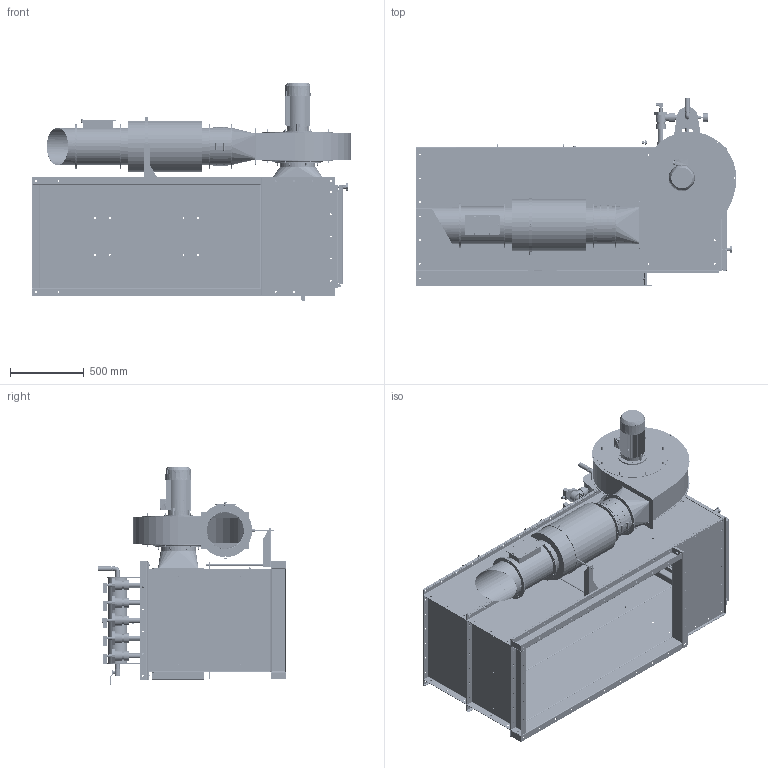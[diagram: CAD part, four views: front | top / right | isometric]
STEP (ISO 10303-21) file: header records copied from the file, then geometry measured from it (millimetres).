
FILE_DESCRIPTION (( 'STEP AP203' ), '1' );
FILE_NAME ('LJHO06.STEP', '2023-12-04T10:51:12', ( '' ), ( '' ), 'SwSTEP 2.0', 'SolidWorks 2022', '' );
FILE_SCHEMA (( 'CONFIG_CONTROL_DESIGN' ));
Length unit declared in the file: millimetre
Products named in the file (96): K0148_210; RO-D000-36 - COVER_Výchozí; WASHER JOINT - SW+W_M10-BW; P3-S181-06 - COLLAR_Výchozí; RO-S070-01 - PART 1_Výchozí; FS-D006-73 - ROOF PV 10 G4_Výchozí; FL-D004-60 - ROOF 10-15_Výchozí; PO-SL34-00 - TZL TUBE DN250_Výchozí; RG-S144-00 - WLDM PRESSURE VESSEL 5V-120 G5_Výchozí; FS-D008-61 - SIDE PANEL 1500x420 P2 SK_Výchozí; FL-M006-32 - ASSY FILTER BOX 10-2-15 23-11_Výchozí; FS-D006-37 - SIDE PANEL 1500x420 L2 F G3_Výchozí; TH-M004-01 - SILENCER DN250-L500_Výchozí; PO-S987-01 - EXHAUST_Výchozí; GR 400 (2-I) - LG90 - E05 - 2,2kW - 2315Pa 2000m3h_Výchozí; FS-S515-03 - DOOR; RG-S144-01 - PIPE_Výchozí; PH-S194-00 - WLDM FLANGE 400x270_Výchozí; BOLT JOINT - B+W-W+N_M10x20-X5-W; FS-S514-04 - FRAME I_Výchozí; PH-D015-04 - FLANGE_Výchozí; 00547004 - U-PIRELI SEAL 10-2 G4_Výchozí; PO-SL34-01 - TUBE_Výchozí; BOLT JOINT - B+W-W+N_M10x25-X8-W; BUCKLE 8mm DN250_Výchozí; BOLT JOINT GATE  - B-W+N_M6x25-X14-W; P3-S181-04 - REDUCT_Výchozí; PP-D005-41 - RUBBER II_Výchozí; FL-S098-03 - FRAME II_Výchozí; PR-D023-03 - DN240; KULOVÝ VENTIL G3-4_Výchozí; User Library-manometrM63-3 igs; PP-M002-78 - FLEXIBLE SLEEVE DN250 H150_Výchozí; FL-D004-58 - FLANGE II_Výchozí; FS-S712-01 - PROFILE_Výchozí<As Machined>; BOLT - B_M10x55; BOLT JOINT - B+W-W+N_M8x20-X5-W; BOLT JOINT - B+W-W+N_M10x25-X4-W; PH-S194-01 - FLANGE I_Výchozí; BMA-12 - KOHOUT KULOVÝ G1-2_Výchozí ...
Assembly tree (160 placements, depth 6):
  LJHO06
    FL-10-2-15 - ASSY LOCAL FILTER 23-11_Výchozí
      FL-M006-32 - ASSY FILTER BOX 10-2-15 23-11_Výchozí
        FS-D008-61 - SIDE PANEL 1500x420 P2 SK_Výchozí  x2
        FS-D006-04 - SIDE PANEL 1500x420 L2 G3_Výchozí
        FS-D012-09 - BACK COVER 10-1 G3_Výchozí  x2
        FS-D006-37 - SIDE PANEL 1500x420 L2 F G3_Výchozí
        FS-M005-37 - ASSY REGENERATION 5V-120 G5_Výchozí
          FS-D006-73 - ROOF PV 10 G4_Výchozí
          O-KROUŽEK - 34x4_Výchozí  x10
          FS-D002-21 - CAP O THREAD_Výchozí  x5
          RG-S144-00 - WLDM PRESSURE VESSEL 5V-120 G5_Výchozí
            RG-S144-01 - PIPE_Výchozí
            RG-S100-02 - TUBE VALVE 33,7_Výchozí  x9
            RG-S135-03 - BRACKET_Výchozí  x2
            FITTING INNER THREAD G3 4'''' S235_Výchozí  x2
            FITTING INNER THREAD G1 2'''' S235_Výchozí  x3
          AE1825R - VALVE BLOW NUT_Výchozí  x5
          FL-D001-15 -TUBE IN_Výchozí  x5
          User Library-manometrM63-3 igs
          BMA-12 - KOHOUT KULOVÝ G1-2_Výchozí
          ZÁSLEPKA G1-2 - MOSAZ_Výchozí
          POJISTNÝ VENTIL G3-4 - MOSAZ_Výchozí
          KULOVÝ VENTIL G3-4_Výchozí
          KOLENO 3-4 F-M_Výchozí
          BOLT JOINT - B+W-W+N_M10x25-X4-W  x2
          BOLT JOINT - B+W-W+N_M10x25-X8-BW  x2
          BOLT JOINT IMBUS - B+SW+W_M6x16-W
        FS-M007-81 - ASSY FRONT DOOR 10-2 G6
          FS-S515-00 - WLDM DOOR 10-2 G6
            FS-S515-03 - DOOR
            FS-N000-12 - HING HOLE 140x18_Výchozí  x2
          FS-S514-00 - WLDM FRAME 10-2_Výchozí
            FS-S377-01 - HEM I_Výchozí  x2
            FS-S382-02 - HEM II_Výchozí  x2
            FL-S098-03 - FRAME II_Výchozí
            FS-S514-04 - FRAME I_Výchozí
            FS-S514-08 - FRAME IV_Výchozí  x2
            FS-N000-12 - HING PIN 140x18_Výchozí  x2
            BOLT - B_M10x55  x2
          FS-S712-00 - WLDM STRIP DOOR 18-3
            FS-S712-01 - PROFILE_Výchozí<As Machined>  x4
            FS-S712-02 - PROFILE L_Výchozí<As Machined>  x2
          MATICE HVĚZDA M10 - MHVPP  x2
            K0148_210
            WASHER JOINT - SW+W_M10-BW
          00547004 - U-PIRELI SEAL 10-2 G4_Výchozí
          BOLT JOINT ROUND - B+W-W+SW+N_M6x20-X8-W
          BOLT JOINT GATE  - B-W+N_M6x25-X14-W
      FL-M000-81 - ASSY FLAGE IN 10-15_Výchozí
        FL-D004-62 - FLANGE III_Výchozí
        FL-D004-63 - FLANGE I_Výchozí
        FL-D004-57 - FLANGE II_Výchozí
        FL-D004-58 - FLANGE II_Výchozí
        BOLT JOINT - B+W-W+N_M10x20-X5-W
      FL-D004-61 - STRIP ROOF_Výchozí  x2
      FL-D002-69 - BRACKET AOV_Výchozí
      P3-S181-00 - RC DN240-Q400x270-T2_Výchozí
        P3-S181-04 - REDUCT_Výchozí  x2
        PR-D023-03 - DN240  x2
Bounding box: 2174 x 1273.5 x 1485 mm (x, y, z)
Volume: 66216746.9 mm3; surface area: 29712127.4 mm2
Topology: 167 solids, 167 shells, 6893 faces, 16820 edges, 10596 vertices
Faces by surface type: plane 3356, cylinder 2660, cone 407, bspline 238, torus 228, sphere 4
Entity records: 173800 total; most frequent: CARTESIAN_POINT 37271, DIRECTION 26099, ORIENTED_EDGE 25440, EDGE_CURVE 12720, AXIS2_PLACEMENT_3D 9367, VERTEX_POINT 8047, VECTOR 7365, LINE 7365
